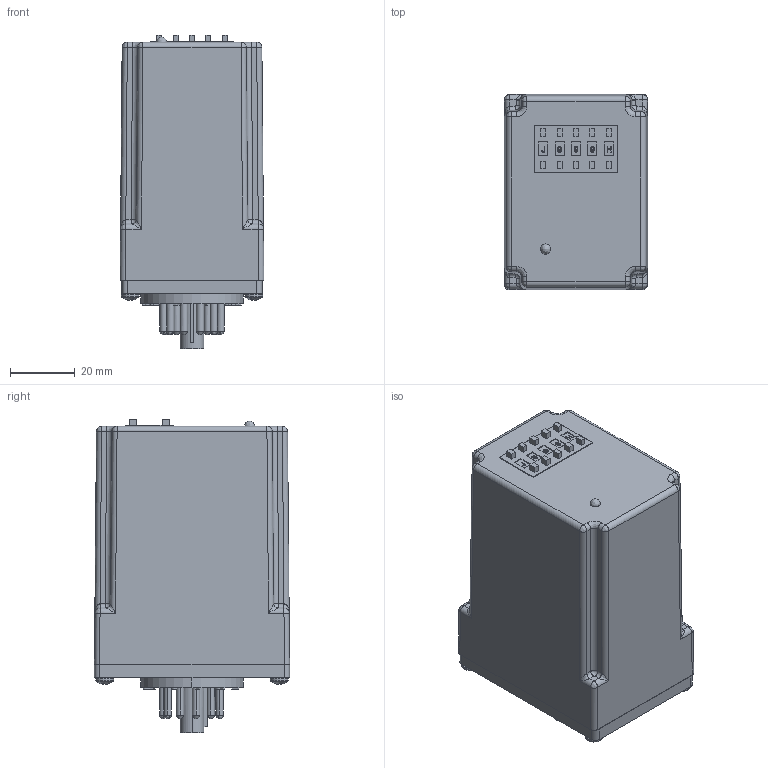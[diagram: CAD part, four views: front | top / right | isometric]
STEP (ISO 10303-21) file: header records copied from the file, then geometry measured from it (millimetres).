
FILE_DESCRIPTION (( 'STEP AP203' ), '1' );
FILE_NAME ('TRM-10-D-120AD.step', '2021-04-19T20:05:48', ( '' ), ( '' ), 'SwSTEP 2.0', 'SolidWorks 2021', '' );
FILE_SCHEMA (( 'CONFIG_CONTROL_DESIGN' ));
Length unit declared in the file: inch
Products named in the file (1): TRM-10-D-120AD
Bounding box: 44.45 x 60.33 x 96.9 mm (x, y, z)
Volume: 200838.3 mm3; surface area: 29101.6 mm2
Topology: 24 solids, 24 shells, 740 faces, 1938 edges, 1224 vertices
Faces by surface type: plane 360, bspline 190, cylinder 158, cone 24, sphere 8
Entity records: 31284 total; most frequent: CARTESIAN_POINT 14682, ORIENTED_EDGE 3752, DIRECTION 2855, EDGE_CURVE 1876, VERTEX_POINT 1224, LINE 1051, VECTOR 1051, AXIS2_PLACEMENT_3D 902
